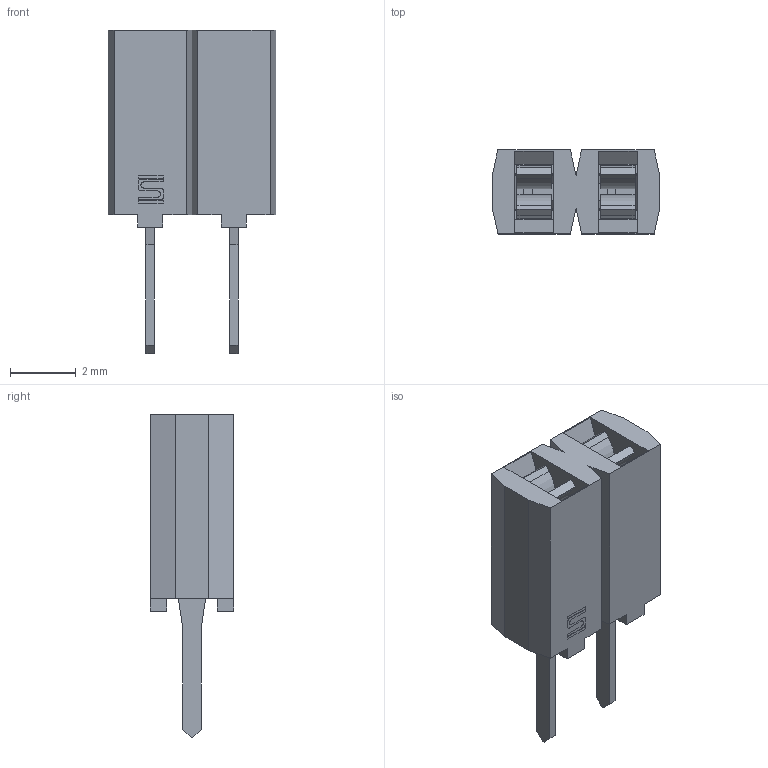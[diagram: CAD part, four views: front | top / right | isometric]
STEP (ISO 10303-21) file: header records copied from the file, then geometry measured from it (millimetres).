
FILE_DESCRIPTION(/* description */ (''),/* implementation_level */ '2;1');
FILE_NAME(/* name */ '2.stp',/* time_stamp */ '2021-09-28T10:27:31+02:00',/* author */ ('Karim'),/* organization */ (''),/* preprocessor_version */ 'ST-DEVELOPER v15.6',/* originating_system */ 'Autodesk Inventor 2015',/* authorisation */ '');
FILE_SCHEMA (('AUTOMOTIVE_DESIGN { 1 0 10303 214 3 1 1 }'));
Length unit declared in the file: inch
Products named in the file (5): _SSA-102-S-T_t; _SSA-102-S-T_p; SSA-102-S-T; Samtec Logo; 2
Bounding box: 5.08 x 2.54 x 9.8 mm (x, y, z)
Volume: 56.8 mm3; surface area: 251.9 mm2
Topology: 5 solids, 5 shells, 214 faces, 600 edges, 396 vertices
Faces by surface type: plane 186, cylinder 28
Entity records: 6934 total; most frequent: CARTESIAN_POINT 1219, ORIENTED_EDGE 1200, DIRECTION 1110, EDGE_CURVE 600, LINE 536, VECTOR 536, VERTEX_POINT 396, AXIS2_PLACEMENT_3D 287
